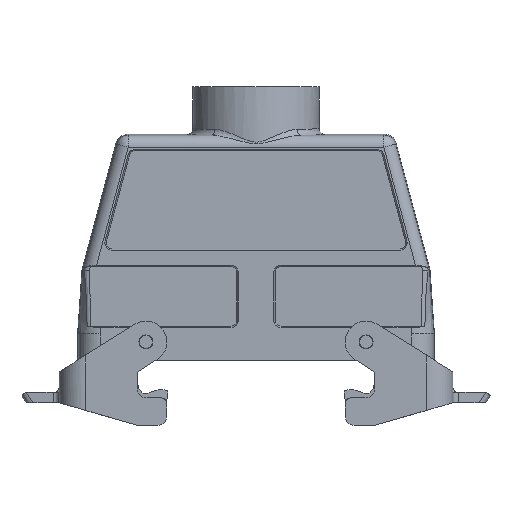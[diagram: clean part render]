
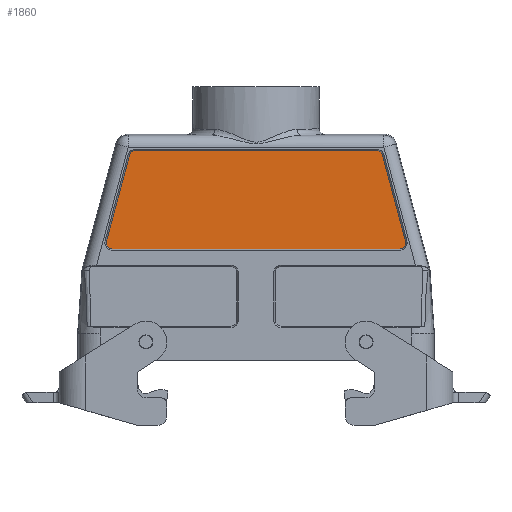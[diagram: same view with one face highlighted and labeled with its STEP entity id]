
A CAD part, front view. The second image highlights one B-rep face of the part: STEP entity #1860.
In plain terms, the highlighted planar face has unit normal (0, -1, 0).
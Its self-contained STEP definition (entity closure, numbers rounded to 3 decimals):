
#1493=PLANE('',#9938);
#1860=ADVANCED_FACE('',(#2450),#1493,.T.);
#2450=FACE_OUTER_BOUND('',#2906,.T.);
#2906=EDGE_LOOP('',(#4011,#4012,#4013,#4014,#4015,#4016,#4017,#4018));
#3417=CIRCLE('',#9934,2.063);
#3418=CIRCLE('',#9935,2.063);
#3419=CIRCLE('',#9936,2.063);
#3420=CIRCLE('',#9937,2.063);
#4011=ORIENTED_EDGE('',*,*,#7140,.T.);
#4012=ORIENTED_EDGE('',*,*,#7141,.T.);
#4013=ORIENTED_EDGE('',*,*,#7142,.F.);
#4014=ORIENTED_EDGE('',*,*,#7143,.F.);
#4015=ORIENTED_EDGE('',*,*,#7144,.F.);
#4016=ORIENTED_EDGE('',*,*,#7145,.T.);
#4017=ORIENTED_EDGE('',*,*,#7146,.T.);
#4018=ORIENTED_EDGE('',*,*,#7147,.T.);
#6330=VERTEX_POINT('',#13573);
#6331=VERTEX_POINT('',#13574);
#6332=VERTEX_POINT('',#13576);
#6333=VERTEX_POINT('',#13578);
#6334=VERTEX_POINT('',#13580);
#6335=VERTEX_POINT('',#13582);
#6336=VERTEX_POINT('',#13584);
#6337=VERTEX_POINT('',#13586);
#7140=EDGE_CURVE('',#6330,#6331,#8245,.T.);
#7141=EDGE_CURVE('',#6331,#6332,#3417,.T.);
#7142=EDGE_CURVE('',#6333,#6332,#8246,.T.);
#7143=EDGE_CURVE('',#6334,#6333,#3418,.T.);
#7144=EDGE_CURVE('',#6335,#6334,#8247,.T.);
#7145=EDGE_CURVE('',#6335,#6336,#3419,.T.);
#7146=EDGE_CURVE('',#6336,#6337,#8248,.T.);
#7147=EDGE_CURVE('',#6337,#6330,#3420,.T.);
#8245=LINE('',#13572,#9012);
#8246=LINE('',#13577,#9013);
#8247=LINE('',#13581,#9014);
#8248=LINE('',#13585,#9015);
#9012=VECTOR('',#10967,1.);
#9013=VECTOR('',#10970,1.);
#9014=VECTOR('',#10973,1.);
#9015=VECTOR('',#10976,1.);
#9934=AXIS2_PLACEMENT_3D('',#13575,#10968,#10969);
#9935=AXIS2_PLACEMENT_3D('',#13579,#10971,#10972);
#9936=AXIS2_PLACEMENT_3D('',#13583,#10974,#10975);
#9937=AXIS2_PLACEMENT_3D('',#13587,#10977,#10978);
#9938=AXIS2_PLACEMENT_3D('',#13588,#10979,#10980);
#10967=DIRECTION('',(1.,0.,0.));
#10968=DIRECTION('',(0.,-1.,0.));
#10969=DIRECTION('',(0.,0.,-1.));
#10970=DIRECTION('',(0.259,0.,-0.966));
#10971=DIRECTION('',(0.,1.,0.));
#10972=DIRECTION('',(0.,0.,-1.));
#10973=DIRECTION('',(1.,0.,0.));
#10974=DIRECTION('',(0.,-1.,0.));
#10975=DIRECTION('',(0.,0.,-1.));
#10976=DIRECTION('',(-0.259,0.,-0.966));
#10977=DIRECTION('',(0.,-1.,0.));
#10978=DIRECTION('',(0.,0.,-1.));
#10979=DIRECTION('',(0.,-1.,0.));
#10980=DIRECTION('',(0.,0.,-1.));
#13572=CARTESIAN_POINT('',(0.,-20.3,28.287));
#13573=CARTESIAN_POINT('',(-48.324,-20.3,28.287));
#13574=CARTESIAN_POINT('',(48.324,-20.3,28.287));
#13575=CARTESIAN_POINT('',(48.324,-20.3,30.35));
#13576=CARTESIAN_POINT('',(50.317,-20.3,30.884));
#13577=CARTESIAN_POINT('',(51.16,-20.3,27.737));
#13578=CARTESIAN_POINT('',(42.546,-20.3,59.884));
#13579=CARTESIAN_POINT('',(40.553,-20.3,59.35));
#13580=CARTESIAN_POINT('',(40.553,-20.3,61.413));
#13581=CARTESIAN_POINT('',(42.472,-20.3,61.413));
#13582=CARTESIAN_POINT('',(-40.553,-20.3,61.413));
#13583=CARTESIAN_POINT('',(-40.553,-20.3,59.35));
#13584=CARTESIAN_POINT('',(-42.546,-20.3,59.884));
#13585=CARTESIAN_POINT('',(-54.667,-20.3,14.648));
#13586=CARTESIAN_POINT('',(-50.317,-20.3,30.884));
#13587=CARTESIAN_POINT('',(-48.324,-20.3,30.35));
#13588=CARTESIAN_POINT('',(0.,-20.3,0.));
